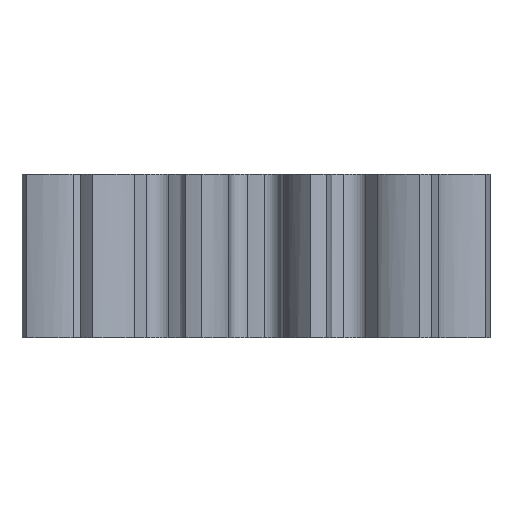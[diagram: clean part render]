
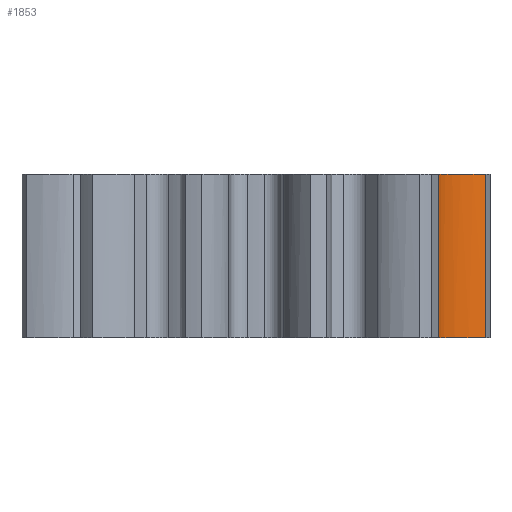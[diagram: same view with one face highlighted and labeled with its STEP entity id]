
A CAD part, front view. The second image highlights one B-rep face of the part: STEP entity #1853.
In plain terms, the highlighted free-form (B-spline) face has degree [3, 1] with [7, 2] control points.
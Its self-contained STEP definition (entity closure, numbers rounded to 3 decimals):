
#25=B_SPLINE_CURVE_WITH_KNOTS('',3,(#2777,#2778,#2779,#2780,#2781,#2782,
#2783),.UNSPECIFIED.,.F.,.F.,(4,3,4),(0.,0.225,0.958),
 .UNSPECIFIED.);
#26=B_SPLINE_CURVE_WITH_KNOTS('',3,(#2785,#2786,#2787,#2788,#2789,#2790,
#2791),.UNSPECIFIED.,.F.,.F.,(4,3,4),(-0.958,-0.225,
0.),.UNSPECIFIED.);
#71=B_SPLINE_SURFACE_WITH_KNOTS('',3,1,((#2762,#2763),(#2764,#2765),(#2766,
#2767),(#2768,#2769),(#2770,#2771),(#2772,#2773),(#2774,#2775)),
 .UNSPECIFIED.,.F.,.F.,.F.,(4,3,4),(2,2),(-0.958,-0.225,
0.),(0.,0.7),.UNSPECIFIED.);
#130=FACE_OUTER_BOUND('',#230,.T.);
#230=EDGE_LOOP('',(#1246,#1247,#1248,#1249));
#338=LINE('',#2761,#486);
#339=LINE('',#2792,#487);
#486=VECTOR('',#2189,10.);
#487=VECTOR('',#2190,10.);
#736=VERTEX_POINT('',#2757);
#737=VERTEX_POINT('',#2759);
#738=VERTEX_POINT('',#2776);
#739=VERTEX_POINT('',#2784);
#942=EDGE_CURVE('',#736,#737,#338,.T.);
#943=EDGE_CURVE('',#736,#738,#25,.T.);
#944=EDGE_CURVE('',#739,#737,#26,.T.);
#945=EDGE_CURVE('',#738,#739,#339,.T.);
#1246=ORIENTED_EDGE('',*,*,#943,.F.);
#1247=ORIENTED_EDGE('',*,*,#942,.T.);
#1248=ORIENTED_EDGE('',*,*,#944,.F.);
#1249=ORIENTED_EDGE('',*,*,#945,.F.);
#1853=ADVANCED_FACE('',(#130),#71,.T.);
#2189=DIRECTION('',(0.,0.,-1.));
#2190=DIRECTION('',(0.,0.,-1.));
#2757=CARTESIAN_POINT('',(8.396,-1.031,7.));
#2759=CARTESIAN_POINT('',(8.396,-1.031,0.));
#2761=CARTESIAN_POINT('',(8.396,-1.031,7.));
#2762=CARTESIAN_POINT('Ctrl Pts',(10.294,-0.355,7.));
#2763=CARTESIAN_POINT('Ctrl Pts',(10.294,-0.355,0.));
#2764=CARTESIAN_POINT('Ctrl Pts',(9.806,-0.669,7.));
#2765=CARTESIAN_POINT('Ctrl Pts',(9.806,-0.669,0.));
#2766=CARTESIAN_POINT('Ctrl Pts',(9.301,-0.898,7.));
#2767=CARTESIAN_POINT('Ctrl Pts',(9.301,-0.898,0.));
#2768=CARTESIAN_POINT('Ctrl Pts',(8.808,-0.994,7.));
#2769=CARTESIAN_POINT('Ctrl Pts',(8.808,-0.994,0.));
#2770=CARTESIAN_POINT('Ctrl Pts',(8.657,-1.024,7.));
#2771=CARTESIAN_POINT('Ctrl Pts',(8.657,-1.024,0.));
#2772=CARTESIAN_POINT('Ctrl Pts',(8.488,-1.044,7.));
#2773=CARTESIAN_POINT('Ctrl Pts',(8.488,-1.044,0.));
#2774=CARTESIAN_POINT('Ctrl Pts',(8.396,-1.031,7.));
#2775=CARTESIAN_POINT('Ctrl Pts',(8.396,-1.031,0.));
#2776=CARTESIAN_POINT('',(10.294,-0.355,7.));
#2777=CARTESIAN_POINT('Ctrl Pts',(8.396,-1.031,7.));
#2778=CARTESIAN_POINT('Ctrl Pts',(8.488,-1.044,7.));
#2779=CARTESIAN_POINT('Ctrl Pts',(8.657,-1.024,7.));
#2780=CARTESIAN_POINT('Ctrl Pts',(8.808,-0.994,7.));
#2781=CARTESIAN_POINT('Ctrl Pts',(9.301,-0.898,7.));
#2782=CARTESIAN_POINT('Ctrl Pts',(9.806,-0.669,7.));
#2783=CARTESIAN_POINT('Ctrl Pts',(10.294,-0.355,7.));
#2784=CARTESIAN_POINT('',(10.294,-0.355,0.));
#2785=CARTESIAN_POINT('Ctrl Pts',(10.294,-0.355,0.));
#2786=CARTESIAN_POINT('Ctrl Pts',(9.806,-0.669,0.));
#2787=CARTESIAN_POINT('Ctrl Pts',(9.301,-0.898,0.));
#2788=CARTESIAN_POINT('Ctrl Pts',(8.808,-0.994,0.));
#2789=CARTESIAN_POINT('Ctrl Pts',(8.657,-1.024,0.));
#2790=CARTESIAN_POINT('Ctrl Pts',(8.488,-1.044,0.));
#2791=CARTESIAN_POINT('Ctrl Pts',(8.396,-1.031,0.));
#2792=CARTESIAN_POINT('',(10.294,-0.355,7.));
